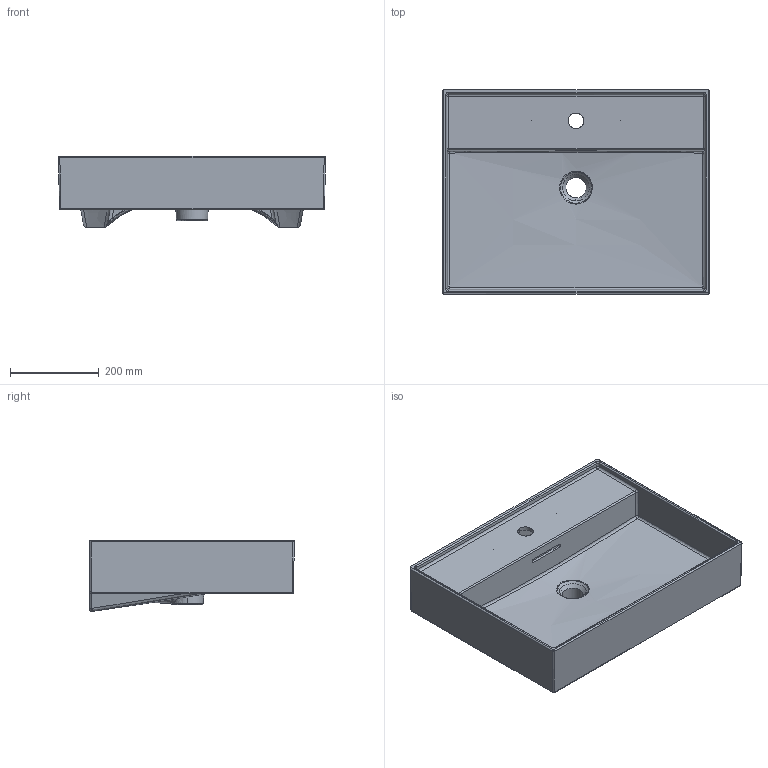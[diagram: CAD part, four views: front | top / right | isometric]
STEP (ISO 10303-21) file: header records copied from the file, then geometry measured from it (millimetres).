
FILE_DESCRIPTION(/* description */ (''),/* implementation_level */ '2;1');
FILE_NAME(/* name */ 'STEP - 816333_9510118',/* time_stamp */ '2025-06-11T08:56:50+10:00',/* author */ (''),/* organization */ (''),/* preprocessor_version */ 'ST-DEVELOPER v16.5',/* originating_system */ 'Rhino 7.37',/* authorisation */ '');
FILE_SCHEMA (('AUTOMOTIVE_DESIGN'));
Length unit declared in the file: millimetre
Products named in the file (3): Document; 3D01_4075691; 3D01_407569_1_1
Assembly tree (2 placements, depth 3):
  Document
    3D01_4075691
      3D01_407569_1_1
Bounding box: 599.89 x 459.95 x 159.97 mm (x, y, z)
Surface area: 1058457.5 mm2 (no closed solid volume)
Topology: 0 solids, 342 shells, 344 faces, 1577 edges, 1560 vertices
Faces by surface type: bspline 177, cylinder 116, plane 51
Entity records: 87370 total; most frequent: CARTESIAN_POINT 78939, ORIENTED_EDGE 1564, EDGE_CURVE 1562, VERTEX_POINT 1560, B_SPLINE_CURVE_WITH_KNOTS 957, EDGE_LOOP 360, ADVANCED_FACE 344, FACE_OUTER_BOUND 344
